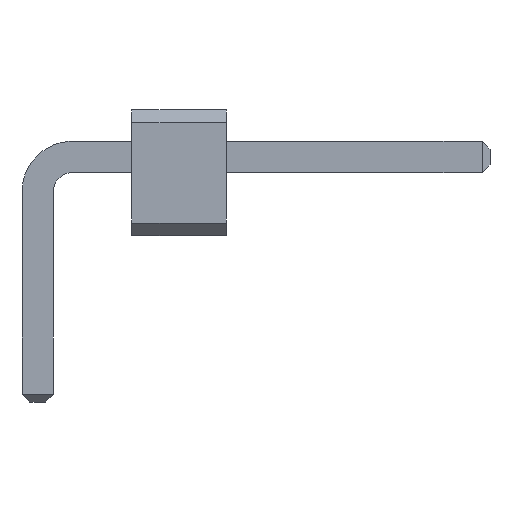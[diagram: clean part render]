
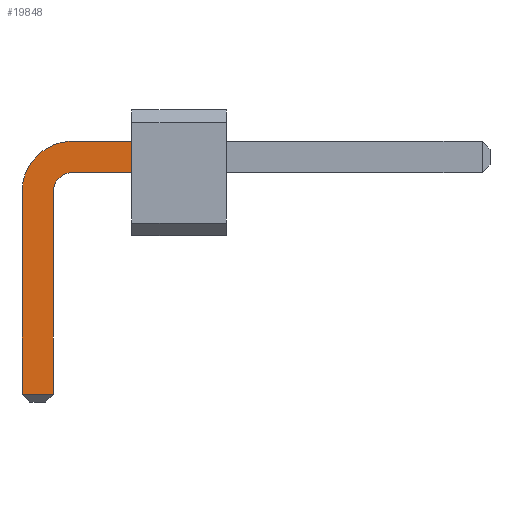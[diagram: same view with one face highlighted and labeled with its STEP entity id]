
A CAD part, front view. The second image highlights one B-rep face of the part: STEP entity #19848.
In plain terms, the highlighted planar face has unit normal (0, -1, 0).
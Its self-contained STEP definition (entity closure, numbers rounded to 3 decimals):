
#6294 = VERTEX_POINT('',#6295);
#6295 = CARTESIAN_POINT('',(1.5,-74.25,1.25));
#6301 = EDGE_CURVE('',#6294,#6302,#6304,.T.);
#6302 = VERTEX_POINT('',#6303);
#6303 = CARTESIAN_POINT('',(1.5,-74.25,0.75));
#6304 = LINE('',#6305,#6306);
#6305 = CARTESIAN_POINT('',(1.5,-74.25,0.499));
#6306 = VECTOR('',#6307,1.);
#6307 = DIRECTION('',(0.,0.,-1.));
#19830 = EDGE_CURVE('',#6302,#19831,#19833,.T.);
#19831 = VERTEX_POINT('',#19832);
#19832 = CARTESIAN_POINT('',(0.5,-74.25,0.75));
#19833 = LINE('',#19834,#19835);
#19834 = CARTESIAN_POINT('',(7.2,-74.25,0.75));
#19835 = VECTOR('',#19836,1.);
#19836 = DIRECTION('',(-1.,0.,0.));
#19848 = ADVANCED_FACE('',(#19849),#19901,.F.);
#19849 = FACE_BOUND('',#19850,.F.);
#19850 = EDGE_LOOP('',(#19851,#19852,#19853,#19862,#19870,#19878,#19886,
#19895));
#19851 = ORIENTED_EDGE('',*,*,#6301,.T.);
#19852 = ORIENTED_EDGE('',*,*,#19830,.T.);
#19853 = ORIENTED_EDGE('',*,*,#19854,.T.);
#19854 = EDGE_CURVE('',#19831,#19855,#19857,.T.);
#19855 = VERTEX_POINT('',#19856);
#19856 = CARTESIAN_POINT('',(0.25,-74.25,0.5));
#19857 = CIRCLE('',#19858,0.324);
#19858 = AXIS2_PLACEMENT_3D('',#19859,#19860,#19861);
#19859 = CARTESIAN_POINT('',(0.567,-74.25,0.433));
#19860 = DIRECTION('',(0.,-1.,0.));
#19861 = DIRECTION('',(-0.207,0.,0.978
));
#19862 = ORIENTED_EDGE('',*,*,#19863,.T.);
#19863 = EDGE_CURVE('',#19855,#19864,#19866,.T.);
#19864 = VERTEX_POINT('',#19865);
#19865 = CARTESIAN_POINT('',(0.25,-74.25,-2.775));
#19866 = LINE('',#19867,#19868);
#19867 = CARTESIAN_POINT('',(0.25,-74.25,0.5));
#19868 = VECTOR('',#19869,1.);
#19869 = DIRECTION('',(0.,0.,-1.));
#19870 = ORIENTED_EDGE('',*,*,#19871,.T.);
#19871 = EDGE_CURVE('',#19864,#19872,#19874,.T.);
#19872 = VERTEX_POINT('',#19873);
#19873 = CARTESIAN_POINT('',(-0.25,-74.25,-2.775));
#19874 = LINE('',#19875,#19876);
#19875 = CARTESIAN_POINT('',(0.25,-74.25,-2.775));
#19876 = VECTOR('',#19877,1.);
#19877 = DIRECTION('',(-1.,0.,0.));
#19878 = ORIENTED_EDGE('',*,*,#19879,.T.);
#19879 = EDGE_CURVE('',#19872,#19880,#19882,.T.);
#19880 = VERTEX_POINT('',#19881);
#19881 = CARTESIAN_POINT('',(-0.25,-74.25,0.5));
#19882 = LINE('',#19883,#19884);
#19883 = CARTESIAN_POINT('',(-0.25,-74.25,-2.9));
#19884 = VECTOR('',#19885,1.);
#19885 = DIRECTION('',(0.,0.,1.));
#19886 = ORIENTED_EDGE('',*,*,#19887,.T.);
#19887 = EDGE_CURVE('',#19880,#19888,#19890,.T.);
#19888 = VERTEX_POINT('',#19889);
#19889 = CARTESIAN_POINT('',(0.5,-74.25,1.25));
#19890 = CIRCLE('',#19891,0.808);
#19891 = AXIS2_PLACEMENT_3D('',#19892,#19893,#19894);
#19892 = CARTESIAN_POINT('',(0.556,-74.25,0.444));
#19893 = DIRECTION('',(0.,1.,0.));
#19894 = DIRECTION('',(-0.998,0.,
0.069));
#19895 = ORIENTED_EDGE('',*,*,#19896,.T.);
#19896 = EDGE_CURVE('',#19888,#6294,#19897,.T.);
#19897 = LINE('',#19898,#19899);
#19898 = CARTESIAN_POINT('',(0.5,-74.25,1.25));
#19899 = VECTOR('',#19900,1.);
#19900 = DIRECTION('',(1.,0.,0.));
#19901 = PLANE('',#19902);
#19902 = AXIS2_PLACEMENT_3D('',#19903,#19904,#19905);
#19903 = CARTESIAN_POINT('',(2.437,-74.25,0.248));
#19904 = DIRECTION('',(0.,1.,-0.));
#19905 = DIRECTION('',(0.,0.,-1.));
